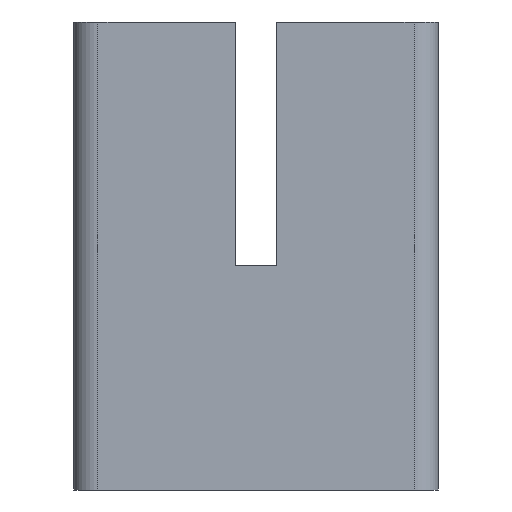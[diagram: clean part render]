
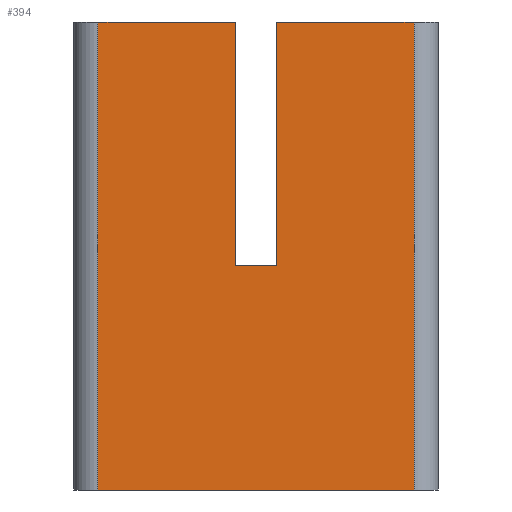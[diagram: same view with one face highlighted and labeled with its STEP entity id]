
A CAD part, front view. The second image highlights one B-rep face of the part: STEP entity #394.
In plain terms, the highlighted planar face has unit normal (0, -1, 0).
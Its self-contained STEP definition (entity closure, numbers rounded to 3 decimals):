
#30=PLANE('',#454);
#51=FACE_OUTER_BOUND('',#75,.T.);
#75=EDGE_LOOP('',(#358,#359,#360,#361,#362,#363,#364,#365));
#79=LINE('',#585,#117);
#86=LINE('',#600,#124);
#87=LINE('',#606,#125);
#95=LINE('',#626,#133);
#99=LINE('',#640,#137);
#103=LINE('',#648,#141);
#107=LINE('',#656,#145);
#109=LINE('',#663,#147);
#117=VECTOR('',#470,10.);
#124=VECTOR('',#483,10.);
#125=VECTOR('',#488,10.);
#133=VECTOR('',#506,10.);
#137=VECTOR('',#520,10.);
#141=VECTOR('',#528,10.);
#145=VECTOR('',#536,10.);
#147=VECTOR('',#544,10.);
#173=VERTEX_POINT('',#582);
#174=VERTEX_POINT('',#584);
#179=VERTEX_POINT('',#598);
#181=VERTEX_POINT('',#603);
#182=VERTEX_POINT('',#605);
#194=VERTEX_POINT('',#638);
#196=VERTEX_POINT('',#646);
#198=VERTEX_POINT('',#654);
#210=EDGE_CURVE('',#173,#174,#79,.T.);
#218=EDGE_CURVE('',#179,#173,#86,.T.);
#220=EDGE_CURVE('',#181,#182,#87,.T.);
#231=EDGE_CURVE('',#182,#179,#95,.T.);
#238=EDGE_CURVE('',#194,#181,#99,.T.);
#242=EDGE_CURVE('',#196,#194,#103,.T.);
#246=EDGE_CURVE('',#198,#174,#107,.T.);
#250=EDGE_CURVE('',#198,#196,#109,.T.);
#358=ORIENTED_EDGE('',*,*,#218,.F.);
#359=ORIENTED_EDGE('',*,*,#231,.F.);
#360=ORIENTED_EDGE('',*,*,#220,.F.);
#361=ORIENTED_EDGE('',*,*,#238,.F.);
#362=ORIENTED_EDGE('',*,*,#242,.F.);
#363=ORIENTED_EDGE('',*,*,#250,.F.);
#364=ORIENTED_EDGE('',*,*,#246,.T.);
#365=ORIENTED_EDGE('',*,*,#210,.F.);
#394=ADVANCED_FACE('',(#51),#30,.T.);
#454=AXIS2_PLACEMENT_3D('',#680,#567,#568);
#470=DIRECTION('',(1.,0.,0.));
#483=DIRECTION('',(0.,0.,1.));
#488=DIRECTION('',(0.,0.,-1.));
#506=DIRECTION('',(-1.,0.,0.));
#520=DIRECTION('',(1.,0.,0.));
#528=DIRECTION('',(0.,0.,1.));
#536=DIRECTION('',(0.,0.,1.));
#544=DIRECTION('',(1.,0.,0.));
#567=DIRECTION('center_axis',(0.,-1.,0.));
#568=DIRECTION('ref_axis',(1.,0.,0.));
#582=CARTESIAN_POINT('',(-6.5,-16.942,17.25));
#584=CARTESIAN_POINT('',(-0.85,-16.942,17.25));
#585=CARTESIAN_POINT('',(-7.5,-16.942,17.25));
#598=CARTESIAN_POINT('',(-6.5,-16.942,-2.));
#600=CARTESIAN_POINT('',(-6.5,-16.942,0.));
#603=CARTESIAN_POINT('',(6.5,-16.942,17.25));
#605=CARTESIAN_POINT('',(6.5,-16.942,-2.));
#606=CARTESIAN_POINT('',(6.5,-16.942,0.));
#626=CARTESIAN_POINT('',(7.5,-16.942,-2.));
#638=CARTESIAN_POINT('',(0.85,-16.942,17.25));
#640=CARTESIAN_POINT('',(-7.5,-16.942,17.25));
#646=CARTESIAN_POINT('',(0.85,-16.942,7.25));
#648=CARTESIAN_POINT('',(0.85,-16.942,7.25));
#654=CARTESIAN_POINT('',(-0.85,-16.942,7.25));
#656=CARTESIAN_POINT('',(-0.85,-16.942,7.25));
#663=CARTESIAN_POINT('',(-7.5,-16.942,7.25));
#680=CARTESIAN_POINT('Origin',(-7.5,-16.942,0.));
